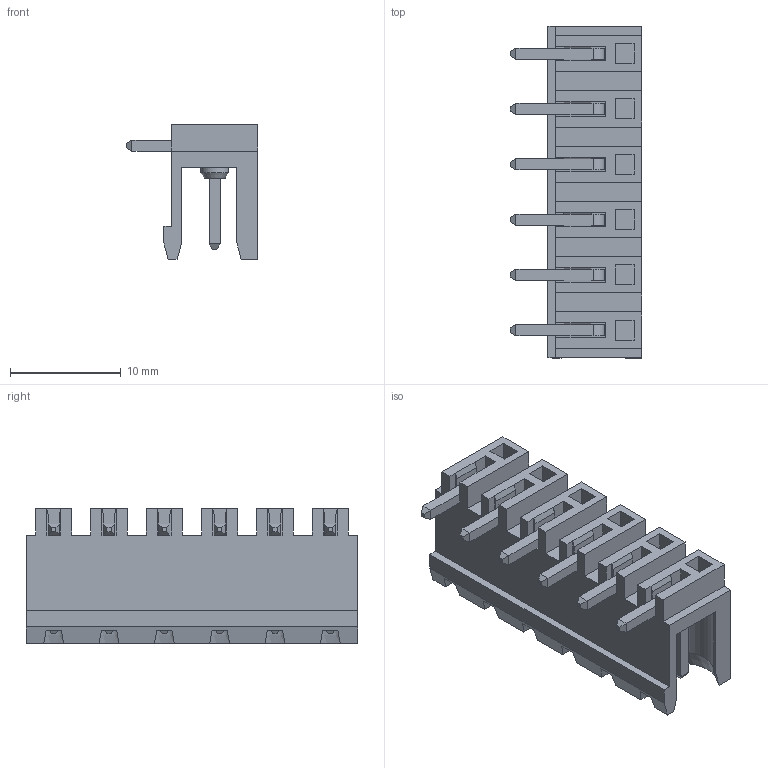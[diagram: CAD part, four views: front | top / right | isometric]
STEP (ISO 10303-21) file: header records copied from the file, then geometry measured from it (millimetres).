
FILE_DESCRIPTION( ( 'STEP AP214' ), '1' );
FILE_NAME( 'PV06-5-HR.stp', ' ', ( ' ' ), ( ' ' ), 'PSStep 14.0', 'VISI 19.0', ' ' );
FILE_SCHEMA( ( 'AUTOMOTIVE_DESIGN { 1 0 10303 214 1 1 1 1 }' ) );
Length unit declared in the file: millimetre
Products named in the file (1): 1
Bounding box: 11.9 x 30 x 12.2 mm (x, y, z)
Volume: 1268.4 mm3; surface area: 2490.9 mm2
Topology: 1 solids, 1 shells, 359 faces, 897 edges, 558 vertices
Faces by surface type: plane 329, cylinder 18, cone 12
Full cylindrical faces by diameter (mm): 2.5 x6
Entity records: 13146 total; most frequent: CARTESIAN_POINT 1827, ORIENTED_EDGE 1758, DIRECTION 1635, EDGE_CURVE 879, LINE 819, VECTOR 819, VERTEX_POINT 552, AXIS2_PLACEMENT_3D 408
